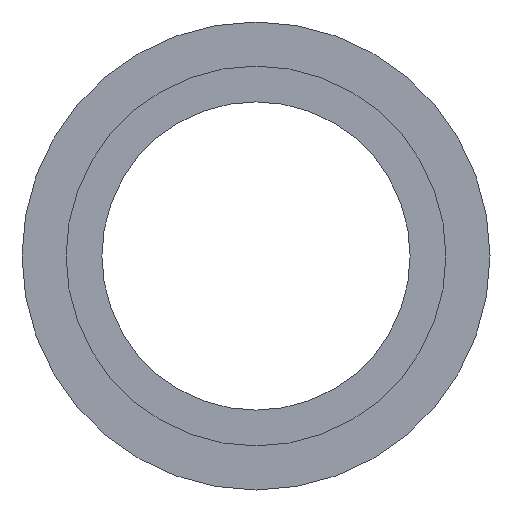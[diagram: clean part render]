
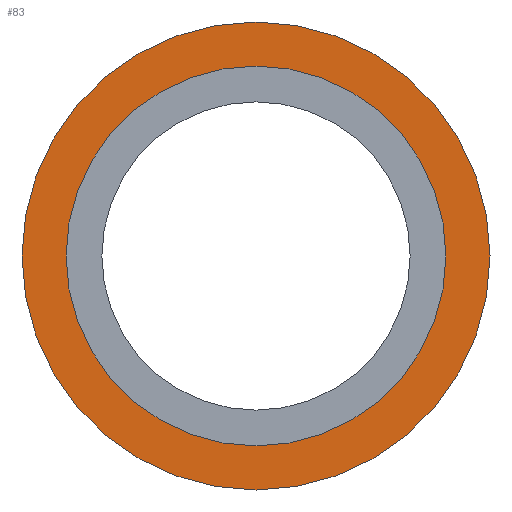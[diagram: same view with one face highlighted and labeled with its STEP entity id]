
A CAD part, left-side view. The second image highlights one B-rep face of the part: STEP entity #83.
In plain terms, the highlighted planar face has unit normal (-1, 0, 0).
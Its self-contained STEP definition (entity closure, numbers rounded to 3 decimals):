
#23=FACE_BOUND('',#33,.T.);
#26=FACE_OUTER_BOUND('',#32,.T.);
#32=EDGE_LOOP('',(#62));
#33=EDGE_LOOP('',(#63));
#41=CIRCLE('',#113,17.);
#42=CIRCLE('',#114,13.8);
#47=VERTEX_POINT('',#151);
#48=VERTEX_POINT('',#153);
#53=EDGE_CURVE('',#47,#47,#41,.T.);
#54=EDGE_CURVE('',#48,#48,#42,.T.);
#62=ORIENTED_EDGE('',*,*,#53,.F.);
#63=ORIENTED_EDGE('',*,*,#54,.T.);
#80=PLANE('',#112);
#83=ADVANCED_FACE('',(#26,#23),#80,.T.);
#112=AXIS2_PLACEMENT_3D('',#150,#125,#126);
#113=AXIS2_PLACEMENT_3D('',#152,#127,#128);
#114=AXIS2_PLACEMENT_3D('',#154,#129,#130);
#125=DIRECTION('center_axis',(-1.,0.,0.));
#126=DIRECTION('ref_axis',(0.,0.,1.));
#127=DIRECTION('center_axis',(1.,0.,0.));
#128=DIRECTION('ref_axis',(0.,0.,-1.));
#129=DIRECTION('center_axis',(1.,0.,0.));
#130=DIRECTION('ref_axis',(0.,0.,-1.));
#150=CARTESIAN_POINT('Origin',(360.,0.,17.));
#151=CARTESIAN_POINT('',(360.,0.,17.));
#152=CARTESIAN_POINT('Origin',(360.,0.,0.));
#153=CARTESIAN_POINT('',(360.,0.,-13.8));
#154=CARTESIAN_POINT('Origin',(360.,0.,0.));
